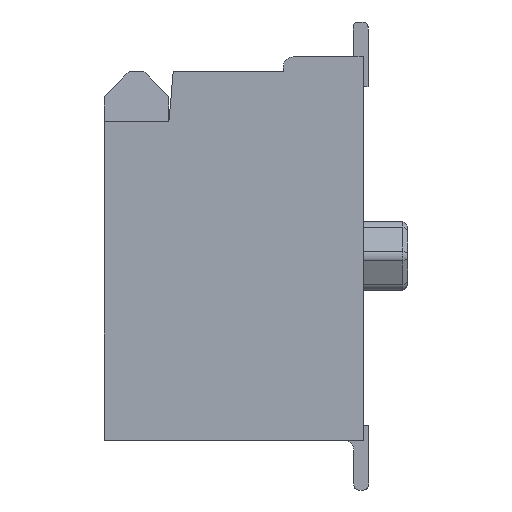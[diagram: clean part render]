
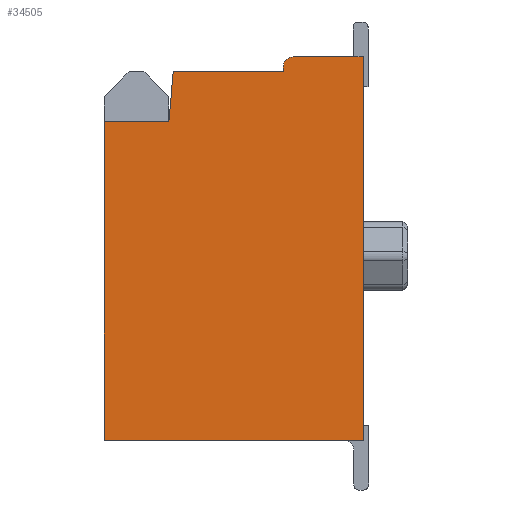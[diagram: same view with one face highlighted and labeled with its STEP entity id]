
A CAD part, left-side view. The second image highlights one B-rep face of the part: STEP entity #34505.
In plain terms, the highlighted planar face has unit normal (-1, 0, 0).
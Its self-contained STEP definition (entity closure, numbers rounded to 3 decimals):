
#347=DIRECTION('',(0.,0.,1.));
#348=VECTOR('',#347,6.4);
#349=CARTESIAN_POINT('',(-10.3,5.3,-3.7));
#350=LINE('',#349,#348);
#880=DIRECTION('',(0.,1.,0.));
#881=VECTOR('',#880,5.2);
#882=CARTESIAN_POINT('',(-10.3,0.1,-3.7));
#883=LINE('',#882,#881);
#1125=DIRECTION('',(0.,1.,0.));
#1126=VECTOR('',#1125,1.4);
#1127=CARTESIAN_POINT('',(-10.3,0.1,4.));
#1128=LINE('',#1127,#1126);
#1132=DIRECTION('',(0.,1.,0.));
#1133=VECTOR('',#1132,1.3);
#1134=CARTESIAN_POINT('',(-10.3,4.,2.7));
#1135=LINE('',#1134,#1133);
#1139=DIRECTION('',(0.,0.087,-0.996));
#1140=VECTOR('',#1139,1.004);
#1141=CARTESIAN_POINT('',(-10.3,3.913,3.7));
#1142=LINE('',#1141,#1140);
#1146=DIRECTION('',(0.,0.,-1.));
#1147=VECTOR('',#1146,0.1);
#1148=CARTESIAN_POINT('',(-10.3,1.7,3.8));
#1149=LINE('',#1148,#1147);
#1153=CARTESIAN_POINT('',(-10.3,1.5,3.8));
#1154=DIRECTION('',(-1.,0.,0.));
#1155=DIRECTION('',(0.,0.,1.));
#1156=AXIS2_PLACEMENT_3D('',#1153,#1154,#1155);
#1659=DIRECTION('',(0.,-1.,0.));
#1660=VECTOR('',#1659,2.213);
#1661=CARTESIAN_POINT('',(-10.3,3.913,3.7));
#1662=LINE('',#1661,#1660);
#17334=DIRECTION('',(0.,0.,-1.));
#17335=VECTOR('',#17334,7.7);
#17336=CARTESIAN_POINT('',(-10.3,0.1,4.));
#17337=LINE('',#17336,#17335);
#29092=CARTESIAN_POINT('',(-10.3,5.3,-3.7));
#29093=VERTEX_POINT('',#29092);
#29096=CARTESIAN_POINT('',(-10.3,0.1,-3.7));
#29098=VERTEX_POINT('',#29096);
#29100=CARTESIAN_POINT('',(-10.3,0.1,4.));
#29101=VERTEX_POINT('',#29100);
#29110=CARTESIAN_POINT('',(-10.3,5.3,2.7));
#29111=VERTEX_POINT('',#29110);
#29116=CARTESIAN_POINT('',(-10.3,3.913,3.7));
#29117=CARTESIAN_POINT('',(-10.3,1.7,3.7));
#29118=VERTEX_POINT('',#29116);
#29119=VERTEX_POINT('',#29117);
#29224=CARTESIAN_POINT('',(-10.3,4.,2.7));
#29225=VERTEX_POINT('',#29224);
#29246=CARTESIAN_POINT('',(-10.3,1.5,4.));
#29248=VERTEX_POINT('',#29246);
#29250=CARTESIAN_POINT('',(-10.3,1.7,3.8));
#29251=VERTEX_POINT('',#29250);
#34482=CARTESIAN_POINT('',(-10.3,5.3,3.7));
#34483=DIRECTION('',(1.,0.,0.));
#34484=DIRECTION('',(0.,0.,-1.));
#34485=AXIS2_PLACEMENT_3D('',#34482,#34483,#34484);
#34486=PLANE('',#34485);
#34488=ORIENTED_EDGE('',*,*,#34487,.F.);
#34490=ORIENTED_EDGE('',*,*,#34489,.T.);
#34491=ORIENTED_EDGE('',*,*,#34386,.T.);
#34492=ORIENTED_EDGE('',*,*,#34264,.T.);
#34494=ORIENTED_EDGE('',*,*,#34493,.F.);
#34496=ORIENTED_EDGE('',*,*,#34495,.F.);
#34498=ORIENTED_EDGE('',*,*,#34497,.T.);
#34500=ORIENTED_EDGE('',*,*,#34499,.F.);
#34502=ORIENTED_EDGE('',*,*,#34501,.F.);
#34503=EDGE_LOOP('',(#34488,#34490,#34491,#34492,#34494,#34496,#34498,#34500,
#34502));
#34504=FACE_OUTER_BOUND('',#34503,.F.);
#1157=CIRCLE('',#1156,0.2);
#34264=EDGE_CURVE('',#29093,#29111,#350,.T.);
#34386=EDGE_CURVE('',#29098,#29093,#883,.T.);
#34487=EDGE_CURVE('',#29101,#29248,#1128,.T.);
#34489=EDGE_CURVE('',#29101,#29098,#17337,.T.);
#34493=EDGE_CURVE('',#29225,#29111,#1135,.T.);
#34495=EDGE_CURVE('',#29118,#29225,#1142,.T.);
#34497=EDGE_CURVE('',#29118,#29119,#1662,.T.);
#34499=EDGE_CURVE('',#29251,#29119,#1149,.T.);
#34501=EDGE_CURVE('',#29248,#29251,#1157,.T.);
#34505=ADVANCED_FACE('',(#34504),#34486,.F.);
